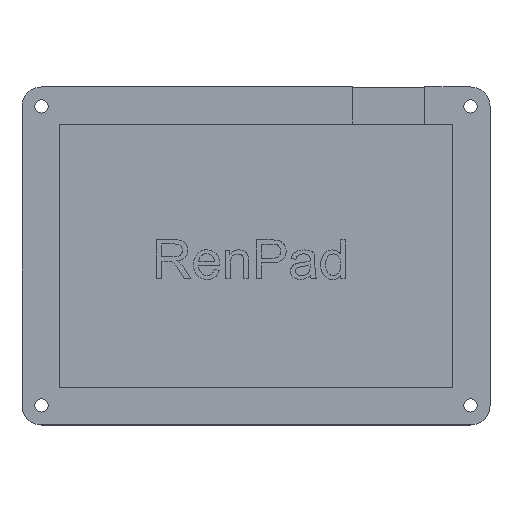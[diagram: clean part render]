
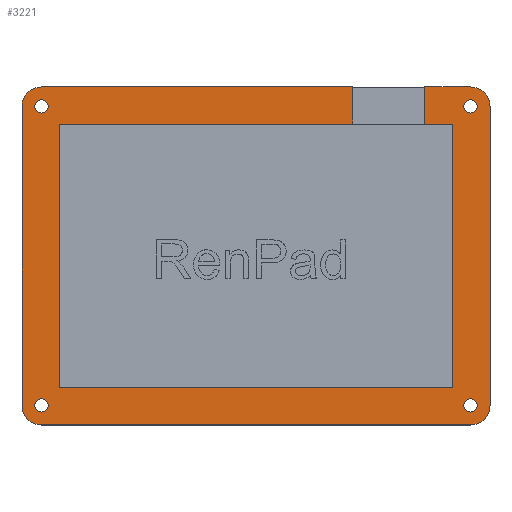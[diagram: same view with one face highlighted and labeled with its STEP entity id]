
A CAD part, top view. The second image highlights one B-rep face of the part: STEP entity #3221.
In plain terms, the highlighted planar face has unit normal (0, 0, 1).
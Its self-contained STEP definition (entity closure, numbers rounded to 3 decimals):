
#327=FACE_BOUND('',#604,.T.);
#328=FACE_BOUND('',#605,.T.);
#329=FACE_BOUND('',#606,.T.);
#330=FACE_BOUND('',#607,.T.);
#350=PLANE('',#3421);
#419=FACE_OUTER_BOUND('',#603,.T.);
#603=EDGE_LOOP('',(#2210,#2211,#2212,#2213,#2214,#2215,#2216,#2217,#2218,
#2219,#2220,#2221,#2222,#2223,#2224,#2225));
#604=EDGE_LOOP('',(#2226));
#605=EDGE_LOOP('',(#2227));
#606=EDGE_LOOP('',(#2228));
#607=EDGE_LOOP('',(#2229));
#811=LINE('',#4013,#1080);
#812=LINE('',#4017,#1081);
#813=LINE('',#4019,#1082);
#814=LINE('',#4021,#1083);
#815=LINE('',#4023,#1084);
#816=LINE('',#4025,#1085);
#817=LINE('',#4027,#1086);
#818=LINE('',#4029,#1087);
#819=LINE('',#4031,#1088);
#820=LINE('',#4033,#1089);
#821=LINE('',#4037,#1090);
#822=LINE('',#4040,#1091);
#1080=VECTOR('',#3534,10.);
#1081=VECTOR('',#3537,10.);
#1082=VECTOR('',#3538,10.);
#1083=VECTOR('',#3539,10.);
#1084=VECTOR('',#3540,10.);
#1085=VECTOR('',#3541,10.);
#1086=VECTOR('',#3542,10.);
#1087=VECTOR('',#3543,10.);
#1088=VECTOR('',#3544,10.);
#1089=VECTOR('',#3545,10.);
#1090=VECTOR('',#3548,10.);
#1091=VECTOR('',#3551,10.);
#1347=CIRCLE('',#3419,5.);
#1349=CIRCLE('',#3422,5.);
#1350=CIRCLE('',#3423,5.);
#1351=CIRCLE('',#3424,5.);
#1352=CIRCLE('',#3425,1.7);
#1353=CIRCLE('',#3426,1.7);
#1354=CIRCLE('',#3427,1.7);
#1355=CIRCLE('',#3428,1.7);
#1371=VERTEX_POINT('',#4003);
#1372=VERTEX_POINT('',#4004);
#1375=VERTEX_POINT('',#4012);
#1376=VERTEX_POINT('',#4014);
#1377=VERTEX_POINT('',#4016);
#1378=VERTEX_POINT('',#4018);
#1379=VERTEX_POINT('',#4020);
#1380=VERTEX_POINT('',#4022);
#1381=VERTEX_POINT('',#4024);
#1382=VERTEX_POINT('',#4026);
#1383=VERTEX_POINT('',#4028);
#1384=VERTEX_POINT('',#4030);
#1385=VERTEX_POINT('',#4032);
#1386=VERTEX_POINT('',#4034);
#1387=VERTEX_POINT('',#4036);
#1388=VERTEX_POINT('',#4038);
#1389=VERTEX_POINT('',#4041);
#1390=VERTEX_POINT('',#4043);
#1391=VERTEX_POINT('',#4045);
#1392=VERTEX_POINT('',#4047);
#1705=EDGE_CURVE('',#1371,#1372,#1347,.T.);
#1709=EDGE_CURVE('',#1371,#1375,#811,.T.);
#1710=EDGE_CURVE('',#1376,#1375,#1349,.T.);
#1711=EDGE_CURVE('',#1376,#1377,#812,.T.);
#1712=EDGE_CURVE('',#1377,#1378,#813,.T.);
#1713=EDGE_CURVE('',#1378,#1379,#814,.T.);
#1714=EDGE_CURVE('',#1379,#1380,#815,.T.);
#1715=EDGE_CURVE('',#1380,#1381,#816,.T.);
#1716=EDGE_CURVE('',#1381,#1382,#817,.T.);
#1717=EDGE_CURVE('',#1382,#1383,#818,.T.);
#1718=EDGE_CURVE('',#1383,#1384,#819,.T.);
#1719=EDGE_CURVE('',#1384,#1385,#820,.T.);
#1720=EDGE_CURVE('',#1386,#1385,#1350,.T.);
#1721=EDGE_CURVE('',#1386,#1387,#821,.T.);
#1722=EDGE_CURVE('',#1388,#1387,#1351,.T.);
#1723=EDGE_CURVE('',#1388,#1372,#822,.T.);
#1724=EDGE_CURVE('',#1389,#1389,#1352,.T.);
#1725=EDGE_CURVE('',#1390,#1390,#1353,.T.);
#1726=EDGE_CURVE('',#1391,#1391,#1354,.T.);
#1727=EDGE_CURVE('',#1392,#1392,#1355,.T.);
#2210=ORIENTED_EDGE('',*,*,#1705,.F.);
#2211=ORIENTED_EDGE('',*,*,#1709,.T.);
#2212=ORIENTED_EDGE('',*,*,#1710,.F.);
#2213=ORIENTED_EDGE('',*,*,#1711,.T.);
#2214=ORIENTED_EDGE('',*,*,#1712,.T.);
#2215=ORIENTED_EDGE('',*,*,#1713,.T.);
#2216=ORIENTED_EDGE('',*,*,#1714,.T.);
#2217=ORIENTED_EDGE('',*,*,#1715,.T.);
#2218=ORIENTED_EDGE('',*,*,#1716,.T.);
#2219=ORIENTED_EDGE('',*,*,#1717,.T.);
#2220=ORIENTED_EDGE('',*,*,#1718,.T.);
#2221=ORIENTED_EDGE('',*,*,#1719,.T.);
#2222=ORIENTED_EDGE('',*,*,#1720,.F.);
#2223=ORIENTED_EDGE('',*,*,#1721,.T.);
#2224=ORIENTED_EDGE('',*,*,#1722,.F.);
#2225=ORIENTED_EDGE('',*,*,#1723,.T.);
#2226=ORIENTED_EDGE('',*,*,#1724,.T.);
#2227=ORIENTED_EDGE('',*,*,#1725,.T.);
#2228=ORIENTED_EDGE('',*,*,#1726,.T.);
#2229=ORIENTED_EDGE('',*,*,#1727,.T.);
#3221=ADVANCED_FACE('',(#419,#327,#328,#329,#330),#350,.T.);
#3419=AXIS2_PLACEMENT_3D('',#4005,#3526,#3527);
#3421=AXIS2_PLACEMENT_3D('',#4011,#3532,#3533);
#3422=AXIS2_PLACEMENT_3D('',#4015,#3535,#3536);
#3423=AXIS2_PLACEMENT_3D('',#4035,#3546,#3547);
#3424=AXIS2_PLACEMENT_3D('',#4039,#3549,#3550);
#3425=AXIS2_PLACEMENT_3D('',#4042,#3552,#3553);
#3426=AXIS2_PLACEMENT_3D('',#4044,#3554,#3555);
#3427=AXIS2_PLACEMENT_3D('',#4046,#3556,#3557);
#3428=AXIS2_PLACEMENT_3D('',#4048,#3558,#3559);
#3526=DIRECTION('center_axis',(0.,0.,-1.));
#3527=DIRECTION('ref_axis',(0.707,-0.707,0.));
#3532=DIRECTION('center_axis',(0.,0.,1.));
#3533=DIRECTION('ref_axis',(1.,0.,0.));
#3534=DIRECTION('',(0.,1.,0.));
#3535=DIRECTION('center_axis',(0.,0.,-1.));
#3536=DIRECTION('ref_axis',(0.707,0.707,0.));
#3537=DIRECTION('',(-1.,0.,0.));
#3538=DIRECTION('',(0.,-1.,0.));
#3539=DIRECTION('',(1.,0.,0.));
#3540=DIRECTION('',(0.,-1.,0.));
#3541=DIRECTION('',(-1.,0.,0.));
#3542=DIRECTION('',(0.,1.,0.));
#3543=DIRECTION('',(1.,0.,0.));
#3544=DIRECTION('',(0.,1.,0.));
#3545=DIRECTION('',(-1.,0.,0.));
#3546=DIRECTION('center_axis',(0.,0.,-1.));
#3547=DIRECTION('ref_axis',(-0.707,0.707,0.));
#3548=DIRECTION('',(0.,-1.,0.));
#3549=DIRECTION('center_axis',(0.,0.,-1.));
#3550=DIRECTION('ref_axis',(-0.707,-0.707,0.));
#3551=DIRECTION('',(1.,0.,0.));
#3552=DIRECTION('center_axis',(0.,0.,-1.));
#3553=DIRECTION('ref_axis',(1.,0.,0.));
#3554=DIRECTION('center_axis',(0.,0.,-1.));
#3555=DIRECTION('ref_axis',(1.,0.,0.));
#3556=DIRECTION('center_axis',(0.,0.,-1.));
#3557=DIRECTION('ref_axis',(1.,0.,0.));
#3558=DIRECTION('center_axis',(0.,0.,-1.));
#3559=DIRECTION('ref_axis',(1.,0.,0.));
#4003=CARTESIAN_POINT('',(60.513,-47.175,13.));
#4004=CARTESIAN_POINT('',(55.513,-52.175,13.));
#4005=CARTESIAN_POINT('Origin',(55.513,-47.175,13.));
#4011=CARTESIAN_POINT('Origin',(55.513,29.5,13.));
#4012=CARTESIAN_POINT('',(60.513,29.5,13.));
#4013=CARTESIAN_POINT('',(60.513,34.5,13.));
#4014=CARTESIAN_POINT('',(55.513,34.5,13.));
#4015=CARTESIAN_POINT('Origin',(55.513,29.5,13.));
#4016=CARTESIAN_POINT('',(43.766,34.5,13.));
#4017=CARTESIAN_POINT('',(-59.5,34.5,13.));
#4018=CARTESIAN_POINT('',(43.766,25.,13.));
#4019=CARTESIAN_POINT('',(43.766,32.,13.));
#4020=CARTESIAN_POINT('',(51.013,25.,13.));
#4021=CARTESIAN_POINT('',(-50.,25.,13.));
#4022=CARTESIAN_POINT('',(51.013,-42.675,13.));
#4023=CARTESIAN_POINT('',(51.013,25.,13.));
#4024=CARTESIAN_POINT('',(-50.,-42.675,13.));
#4025=CARTESIAN_POINT('',(51.013,-42.675,13.));
#4026=CARTESIAN_POINT('',(-50.,25.,13.));
#4027=CARTESIAN_POINT('',(-50.,-42.675,13.));
#4028=CARTESIAN_POINT('',(25.266,25.,13.));
#4029=CARTESIAN_POINT('',(-50.,25.,13.));
#4030=CARTESIAN_POINT('',(25.266,34.5,13.));
#4031=CARTESIAN_POINT('',(25.266,27.25,13.));
#4032=CARTESIAN_POINT('',(-54.5,34.5,13.));
#4033=CARTESIAN_POINT('',(-59.5,34.5,13.));
#4034=CARTESIAN_POINT('',(-59.5,29.5,13.));
#4035=CARTESIAN_POINT('Origin',(-54.5,29.5,13.));
#4036=CARTESIAN_POINT('',(-59.5,-47.175,13.));
#4037=CARTESIAN_POINT('',(-59.5,-52.175,13.));
#4038=CARTESIAN_POINT('',(-54.5,-52.175,13.));
#4039=CARTESIAN_POINT('Origin',(-54.5,-47.175,13.));
#4040=CARTESIAN_POINT('',(60.513,-52.175,13.));
#4041=CARTESIAN_POINT('',(53.813,29.5,13.));
#4042=CARTESIAN_POINT('Origin',(55.513,29.5,13.));
#4043=CARTESIAN_POINT('',(-56.2,-47.175,13.));
#4044=CARTESIAN_POINT('Origin',(-54.5,-47.175,13.));
#4045=CARTESIAN_POINT('',(53.813,-47.175,13.));
#4046=CARTESIAN_POINT('Origin',(55.513,-47.175,13.));
#4047=CARTESIAN_POINT('',(-56.2,29.5,13.));
#4048=CARTESIAN_POINT('Origin',(-54.5,29.5,13.));
